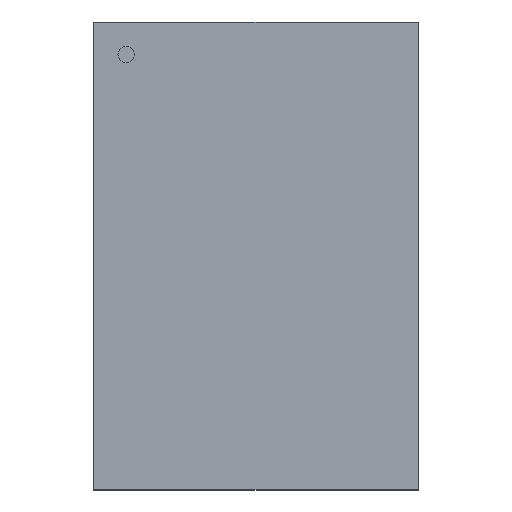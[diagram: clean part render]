
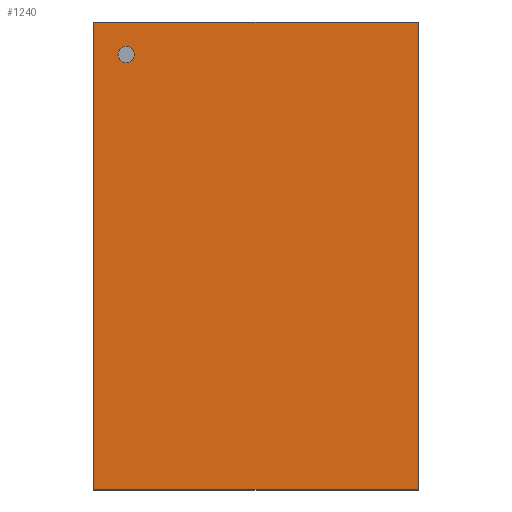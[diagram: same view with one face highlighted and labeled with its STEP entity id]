
A CAD part, top view. The second image highlights one B-rep face of the part: STEP entity #1240.
In plain terms, the highlighted planar face has unit normal (0, 0, 1).
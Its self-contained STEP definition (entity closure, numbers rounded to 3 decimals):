
#1016=CARTESIAN_POINT('',(4.547,-6.553,1.194));
#1015=VERTEX_POINT('',#1016);
#1026=CARTESIAN_POINT('',(-4.547,-6.553,1.194));
#1025=VERTEX_POINT('',#1026);
#1024=EDGE_CURVE('',#1025,#1015,#1029,.T.);
#1029=LINE('',#1026,#1031);
#1031=VECTOR('',#1032,9.093);
#1032=DIRECTION('',(1.0,0.0,0.0));
#1065=CARTESIAN_POINT('',(4.547,6.553,1.194));
#1064=VERTEX_POINT('',#1065);
#1073=EDGE_CURVE('',#1015,#1064,#1078,.T.);
#1078=LINE('',#1016,#1080);
#1080=VECTOR('',#1081,13.106);
#1081=DIRECTION('',(0.0,1.0,0.0));
#1114=CARTESIAN_POINT('',(-4.547,6.553,1.194));
#1113=VERTEX_POINT('',#1114);
#1122=EDGE_CURVE('',#1064,#1113,#1127,.T.);
#1127=LINE('',#1065,#1129);
#1129=VECTOR('',#1130,9.093);
#1130=DIRECTION('',(-1.0,0.0,0.0));
#1171=EDGE_CURVE('',#1113,#1025,#1176,.T.);
#1176=LINE('',#1114,#1178);
#1178=VECTOR('',#1179,13.106);
#1179=DIRECTION('',(0.0,-1.0,0.0));
#1240=ADVANCED_FACE('',(#1246),#1241,.T.);
#1241=PLANE('',#1242);
#1242=AXIS2_PLACEMENT_3D('',#1243,#1244,#1245);
#1243=CARTESIAN_POINT('',(-4.547,-6.553,1.194));
#1244=DIRECTION('',(0.0,0.0,1.0));
#1245=DIRECTION('',(0.,1.,0.));
#1246=FACE_OUTER_BOUND('',#1247,.T.);
#1247=EDGE_LOOP('',(#1248,#1258,#1268,#1278));
#1248=ORIENTED_EDGE('',*,*,#1024,.T.);
#1258=ORIENTED_EDGE('',*,*,#1073,.T.);
#1268=ORIENTED_EDGE('',*,*,#1122,.T.);
#1278=ORIENTED_EDGE('',*,*,#1171,.T.);
